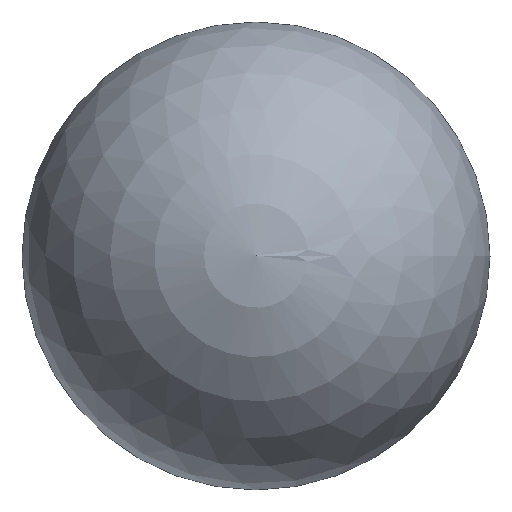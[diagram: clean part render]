
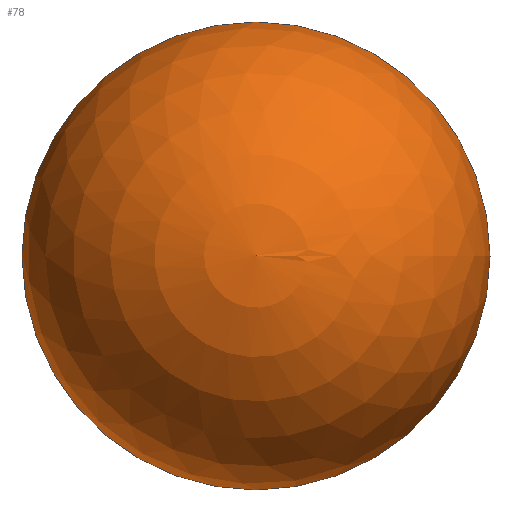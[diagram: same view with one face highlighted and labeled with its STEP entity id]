
A CAD part, top view. The second image highlights one B-rep face of the part: STEP entity #78.
In plain terms, the highlighted spherical face has radius 31.5 mm.
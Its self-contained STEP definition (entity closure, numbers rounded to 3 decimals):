
#2 = ORIENTED_EDGE ( 'NONE', *, *, #101, .T. ) ;
#6 = CIRCLE ( 'NONE', #130, 31.5 ) ;
#10 = CARTESIAN_POINT ( 'NONE',  ( 0., -31.5, 0. ) ) ;
#11 = DIRECTION ( 'NONE',  ( 0., 0., -1. ) ) ;
#13 = DIRECTION ( 'NONE',  ( 1., 0., 0. ) ) ;
#30 = DIRECTION ( 'NONE',  ( 0., 0., 1. ) ) ;
#34 = DIRECTION ( 'NONE',  ( 1., 0., 0. ) ) ;
#43 = EDGE_LOOP ( 'NONE', ( #121, #2 ) ) ;
#48 = CARTESIAN_POINT ( 'NONE',  ( 0., 0., 0. ) ) ;
#55 = DIRECTION ( 'NONE',  ( -1., 0., 0. ) ) ;
#64 = CIRCLE ( 'NONE', #90, 31.5 ) ;
#75 = CARTESIAN_POINT ( 'NONE',  ( 0., 0., 0. ) ) ;
#78 = ADVANCED_FACE ( 'NONE', ( #120 ), #84, .T. ) ;
#84 = SPHERICAL_SURFACE ( 'NONE', #100, 31.5 ) ;
#85 = DIRECTION ( 'NONE',  ( 0., 0., -1. ) ) ;
#90 = AXIS2_PLACEMENT_3D ( 'NONE', #109, #30, #34 ) ;
#91 = EDGE_CURVE ( 'NONE', #151, #116, #6, .T. ) ;
#100 = AXIS2_PLACEMENT_3D ( 'NONE', #75, #85, #13 ) ;
#101 = EDGE_CURVE ( 'NONE', #151, #116, #64, .T. ) ;
#109 = CARTESIAN_POINT ( 'NONE',  ( 0., 0., 0. ) ) ;
#116 = VERTEX_POINT ( 'NONE', #135 ) ;
#120 = FACE_OUTER_BOUND ( 'NONE', #43, .T. ) ;
#121 = ORIENTED_EDGE ( 'NONE', *, *, #91, .F. ) ;
#130 = AXIS2_PLACEMENT_3D ( 'NONE', #48, #11, #55 ) ;
#135 = CARTESIAN_POINT ( 'NONE',  ( 0., 31.5, 0. ) ) ;
#151 = VERTEX_POINT ( 'NONE', #10 ) ;
